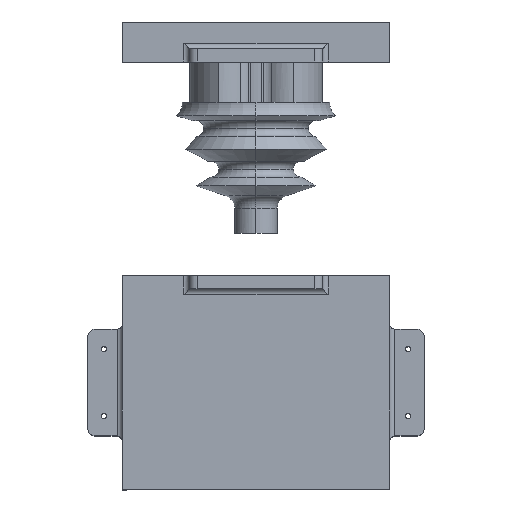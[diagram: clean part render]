
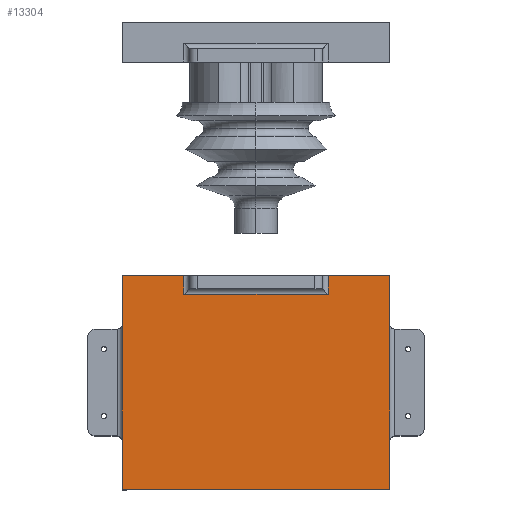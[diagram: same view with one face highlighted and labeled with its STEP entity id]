
A CAD part, top view. The second image highlights one B-rep face of the part: STEP entity #13304.
In plain terms, the highlighted planar face has unit normal (0, 0, 1).
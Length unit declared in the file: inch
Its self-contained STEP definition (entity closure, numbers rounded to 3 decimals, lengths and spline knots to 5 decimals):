
#545 = VECTOR ( 'NONE', #7398, 39.37008 ) ;
#701 = VECTOR ( 'NONE', #14127, 39.37008 ) ;
#1268 = CARTESIAN_POINT ( 'NONE',  ( 0., 0.35, 2. ) ) ;
#1379 = DIRECTION ( 'NONE',  ( 0., 0., 1. ) ) ;
#1405 = ORIENTED_EDGE ( 'NONE', *, *, #4805, .T. ) ;
#1850 = ORIENTED_EDGE ( 'NONE', *, *, #12257, .T. ) ;
#2093 = EDGE_CURVE ( 'NONE', #14530, #10235, #8003, .T. ) ;
#2407 = LINE ( 'NONE', #13142, #545 ) ;
#2571 = CARTESIAN_POINT ( 'NONE',  ( 1.35, 0., 2. ) ) ;
#2792 = DIRECTION ( 'NONE',  ( -1., 0., 0. ) ) ;
#3639 = VECTOR ( 'NONE', #7897, 39.37008 ) ;
#3687 = VECTOR ( 'NONE', #2792, 39.37008 ) ;
#3767 = FACE_OUTER_BOUND ( 'NONE', #12468, .T. ) ;
#3951 = LINE ( 'NONE', #7565, #13666 ) ;
#4032 = VECTOR ( 'NONE', #15086, 39.37008 ) ;
#4064 = CARTESIAN_POINT ( 'NONE',  ( 1.35, 0., 2. ) ) ;
#4260 = EDGE_CURVE ( 'NONE', #13419, #12840, #4451, .T. ) ;
#4300 = CARTESIAN_POINT ( 'NONE',  ( 0., 0., 2. ) ) ;
#4451 = LINE ( 'NONE', #4300, #3639 ) ;
#4805 = EDGE_CURVE ( 'NONE', #11620, #10235, #5094, .T. ) ;
#5069 = ORIENTED_EDGE ( 'NONE', *, *, #2093, .F. ) ;
#5094 = LINE ( 'NONE', #2571, #6327 ) ;
#5467 = VECTOR ( 'NONE', #13087, 39.37008 ) ;
#5612 = CARTESIAN_POINT ( 'NONE',  ( -1.35, 0., 2. ) ) ;
#5651 = LINE ( 'NONE', #10204, #4032 ) ;
#5712 = VERTEX_POINT ( 'NONE', #13604 ) ;
#6284 = CARTESIAN_POINT ( 'NONE',  ( -1.35, 0.35, 2. ) ) ;
#6327 = VECTOR ( 'NONE', #10669, 39.37008 ) ;
#6699 = CARTESIAN_POINT ( 'NONE',  ( -2.5, 0., 2. ) ) ;
#7082 = ORIENTED_EDGE ( 'NONE', *, *, #4260, .F. ) ;
#7197 = CARTESIAN_POINT ( 'NONE',  ( -2.5, 4., 2. ) ) ;
#7307 = DIRECTION ( 'NONE',  ( 1., 0., 0. ) ) ;
#7398 = DIRECTION ( 'NONE',  ( 0., -1., 0. ) ) ;
#7412 = LINE ( 'NONE', #1268, #5467 ) ;
#7565 = CARTESIAN_POINT ( 'NONE',  ( 2.5, 4., 2. ) ) ;
#7897 = DIRECTION ( 'NONE',  ( -1., 0., 0. ) ) ;
#7920 = EDGE_CURVE ( 'NONE', #5712, #13813, #11039, .T. ) ;
#8003 = LINE ( 'NONE', #14053, #701 ) ;
#9464 = ORIENTED_EDGE ( 'NONE', *, *, #14846, .T. ) ;
#9485 = CARTESIAN_POINT ( 'NONE',  ( 0., 0., 2. ) ) ;
#10204 = CARTESIAN_POINT ( 'NONE',  ( -1.35, 0.25, 2. ) ) ;
#10235 = VERTEX_POINT ( 'NONE', #4064 ) ;
#10429 = AXIS2_PLACEMENT_3D ( 'NONE', #9485, #1379, #7307 ) ;
#10669 = DIRECTION ( 'NONE',  ( 0., -1., 0. ) ) ;
#10975 = DIRECTION ( 'NONE',  ( 0., 1., 0. ) ) ;
#11039 = LINE ( 'NONE', #14843, #3687 ) ;
#11620 = VERTEX_POINT ( 'NONE', #11650 ) ;
#11650 = CARTESIAN_POINT ( 'NONE',  ( 1.35, 0.35, 2. ) ) ;
#11888 = EDGE_CURVE ( 'NONE', #14431, #11620, #7412, .T. ) ;
#12257 = EDGE_CURVE ( 'NONE', #13813, #12840, #2407, .T. ) ;
#12468 = EDGE_LOOP ( 'NONE', ( #13672, #1405, #5069, #14259, #12651, #1850, #7082, #9464 ) ) ;
#12651 = ORIENTED_EDGE ( 'NONE', *, *, #7920, .T. ) ;
#12840 = VERTEX_POINT ( 'NONE', #6699 ) ;
#12867 = CARTESIAN_POINT ( 'NONE',  ( 2.5, 0., 2. ) ) ;
#13087 = DIRECTION ( 'NONE',  ( 1., 0., 0. ) ) ;
#13142 = CARTESIAN_POINT ( 'NONE',  ( -2.5, 4., 2. ) ) ;
#13304 = ADVANCED_FACE ( 'NONE', ( #3767 ), #14287, .T. ) ;
#13419 = VERTEX_POINT ( 'NONE', #5612 ) ;
#13604 = CARTESIAN_POINT ( 'NONE',  ( 2.5, 4., 2. ) ) ;
#13666 = VECTOR ( 'NONE', #10975, 39.37008 ) ;
#13672 = ORIENTED_EDGE ( 'NONE', *, *, #11888, .T. ) ;
#13813 = VERTEX_POINT ( 'NONE', #7197 ) ;
#14053 = CARTESIAN_POINT ( 'NONE',  ( 0., 0., 2. ) ) ;
#14127 = DIRECTION ( 'NONE',  ( -1., 0., 0. ) ) ;
#14259 = ORIENTED_EDGE ( 'NONE', *, *, #14772, .T. ) ;
#14287 = PLANE ( 'NONE',  #10429 ) ;
#14431 = VERTEX_POINT ( 'NONE', #6284 ) ;
#14530 = VERTEX_POINT ( 'NONE', #12867 ) ;
#14772 = EDGE_CURVE ( 'NONE', #14530, #5712, #3951, .T. ) ;
#14843 = CARTESIAN_POINT ( 'NONE',  ( -2.5, 4., 2. ) ) ;
#14846 = EDGE_CURVE ( 'NONE', #13419, #14431, #5651, .T. ) ;
#15086 = DIRECTION ( 'NONE',  ( 0., 1., 0. ) ) ;
